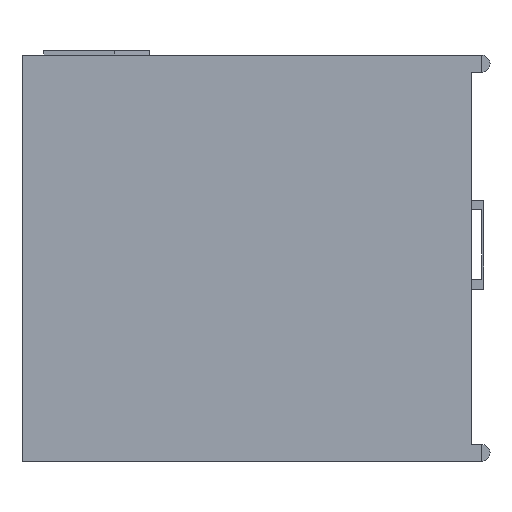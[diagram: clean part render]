
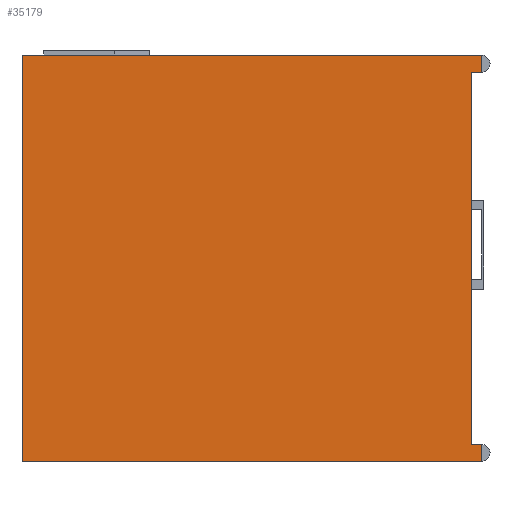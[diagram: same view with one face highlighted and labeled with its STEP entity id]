
A CAD part, left-side view. The second image highlights one B-rep face of the part: STEP entity #35179.
In plain terms, the highlighted planar face has unit normal (-1, 0, 0).
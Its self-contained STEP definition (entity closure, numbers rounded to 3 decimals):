
#108 = CARTESIAN_POINT ( 'NONE',  ( -125., -461., 764.047 ) ) ;
#1243 = CARTESIAN_POINT ( 'NONE',  ( -125., -461., 798. ) ) ;
#1336 = DIRECTION ( 'NONE',  ( 0., -1., 0. ) ) ;
#1828 = CARTESIAN_POINT ( 'NONE',  ( -125., -461., 0. ) ) ;
#3299 = CARTESIAN_POINT ( 'NONE',  ( -125., -441., 798. ) ) ;
#8813 = CARTESIAN_POINT ( 'NONE',  ( -125., 441., 798. ) ) ;
#9078 = LINE ( 'NONE', #26327, #48433 ) ;
#10794 = DIRECTION ( 'NONE',  ( 0., 0., -1. ) ) ;
#12802 = LINE ( 'NONE', #55799, #77573 ) ;
#14999 = AXIS2_PLACEMENT_3D ( 'NONE', #3299, #39548, #103166 ) ;
#15558 = FACE_OUTER_BOUND ( 'NONE', #59125, .T. ) ;
#16970 = VERTEX_POINT ( 'NONE', #31705 ) ;
#17256 = VERTEX_POINT ( 'NONE', #71521 ) ;
#17289 = EDGE_CURVE ( 'NONE', #81632, #111514, #9078, .T. ) ;
#19670 = LINE ( 'NONE', #49340, #109231 ) ;
#19877 = EDGE_CURVE ( 'NONE', #87970, #57972, #111261, .T. ) ;
#22588 = LINE ( 'NONE', #77277, #49360 ) ;
#24018 = VECTOR ( 'NONE', #85610, 1000. ) ;
#25471 = VECTOR ( 'NONE', #43357, 1000. ) ;
#26327 = CARTESIAN_POINT ( 'NONE',  ( -125., -441., 798. ) ) ;
#27883 = DIRECTION ( 'NONE',  ( 0., 1., 0. ) ) ;
#31705 = CARTESIAN_POINT ( 'NONE',  ( -125., 441., 0. ) ) ;
#32085 = DIRECTION ( 'NONE',  ( 0., 0., -1. ) ) ;
#35179 = ADVANCED_FACE ( 'NONE', ( #15558 ), #51830, .F. ) ;
#39548 = DIRECTION ( 'NONE',  ( 1., 0., 0. ) ) ;
#41019 = CARTESIAN_POINT ( 'NONE',  ( -125., -461., 764.047 ) ) ;
#41739 = VERTEX_POINT ( 'NONE', #108 ) ;
#42053 = CARTESIAN_POINT ( 'NONE',  ( -125., -441., 33.953 ) ) ;
#43357 = DIRECTION ( 'NONE',  ( 0., 1., 0. ) ) ;
#48433 = VECTOR ( 'NONE', #1336, 1000. ) ;
#49270 = EDGE_CURVE ( 'NONE', #16970, #57972, #77292, .T. ) ;
#49340 = CARTESIAN_POINT ( 'NONE',  ( -125., -461., 798. ) ) ;
#49360 = VECTOR ( 'NONE', #32085, 1000. ) ;
#51830 = PLANE ( 'NONE',  #14999 ) ;
#55799 = CARTESIAN_POINT ( 'NONE',  ( -125., -461., 33.953 ) ) ;
#57055 = EDGE_CURVE ( 'NONE', #81632, #16970, #77622, .T. ) ;
#57972 = VERTEX_POINT ( 'NONE', #1828 ) ;
#58226 = ORIENTED_EDGE ( 'NONE', *, *, #70566, .F. ) ;
#59125 = EDGE_LOOP ( 'NONE', ( #93464, #103894, #109619, #58226, #115448, #88915, #95840, #73438 ) ) ;
#62890 = EDGE_CURVE ( 'NONE', #41739, #17256, #114722, .T. ) ;
#67641 = VERTEX_POINT ( 'NONE', #42053 ) ;
#69892 = CARTESIAN_POINT ( 'NONE',  ( -125., 441., 798. ) ) ;
#70467 = DIRECTION ( 'NONE',  ( 0., 0., -1. ) ) ;
#70566 = EDGE_CURVE ( 'NONE', #17256, #67641, #22588, .T. ) ;
#71521 = CARTESIAN_POINT ( 'NONE',  ( -125., -441., 764.047 ) ) ;
#72248 = VECTOR ( 'NONE', #70467, 1000. ) ;
#73438 = ORIENTED_EDGE ( 'NONE', *, *, #57055, .T. ) ;
#75777 = CARTESIAN_POINT ( 'NONE',  ( -125., -461., 33.953 ) ) ;
#77277 = CARTESIAN_POINT ( 'NONE',  ( -125., -441., 798. ) ) ;
#77292 = LINE ( 'NONE', #93376, #24018 ) ;
#77573 = VECTOR ( 'NONE', #27883, 1000. ) ;
#77622 = LINE ( 'NONE', #69892, #72248 ) ;
#81632 = VERTEX_POINT ( 'NONE', #8813 ) ;
#84453 = DIRECTION ( 'NONE',  ( 0., 0., -1. ) ) ;
#85610 = DIRECTION ( 'NONE',  ( 0., -1., 0. ) ) ;
#87970 = VERTEX_POINT ( 'NONE', #75777 ) ;
#88915 = ORIENTED_EDGE ( 'NONE', *, *, #106936, .F. ) ;
#93376 = CARTESIAN_POINT ( 'NONE',  ( -125., -441., 0. ) ) ;
#93464 = ORIENTED_EDGE ( 'NONE', *, *, #49270, .T. ) ;
#95127 = EDGE_CURVE ( 'NONE', #87970, #67641, #12802, .T. ) ;
#95840 = ORIENTED_EDGE ( 'NONE', *, *, #17289, .F. ) ;
#101162 = VECTOR ( 'NONE', #10794, 1000. ) ;
#103166 = DIRECTION ( 'NONE',  ( 0., 0., -1. ) ) ;
#103894 = ORIENTED_EDGE ( 'NONE', *, *, #19877, .F. ) ;
#106936 = EDGE_CURVE ( 'NONE', #111514, #41739, #19670, .T. ) ;
#109231 = VECTOR ( 'NONE', #84453, 1000. ) ;
#109619 = ORIENTED_EDGE ( 'NONE', *, *, #95127, .T. ) ;
#110091 = CARTESIAN_POINT ( 'NONE',  ( -125., -461., 33.953 ) ) ;
#111261 = LINE ( 'NONE', #110091, #101162 ) ;
#111514 = VERTEX_POINT ( 'NONE', #1243 ) ;
#114722 = LINE ( 'NONE', #41019, #25471 ) ;
#115448 = ORIENTED_EDGE ( 'NONE', *, *, #62890, .F. ) ;
